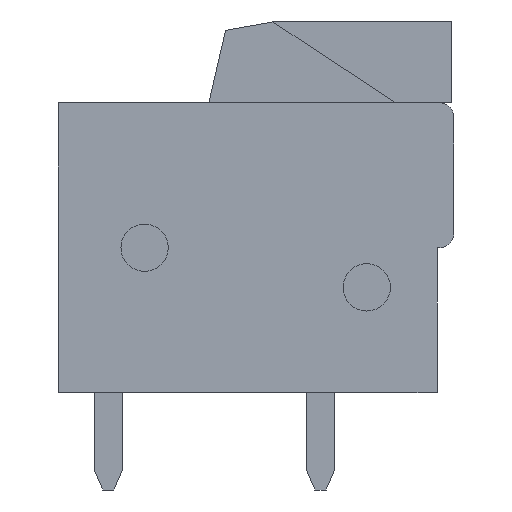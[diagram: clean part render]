
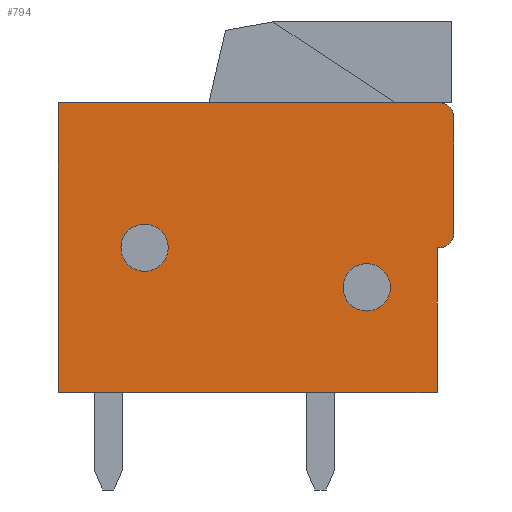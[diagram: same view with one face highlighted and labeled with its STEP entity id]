
A CAD part, left-side view. The second image highlights one B-rep face of the part: STEP entity #794.
In plain terms, the highlighted planar face has unit normal (-1, 0, 0).
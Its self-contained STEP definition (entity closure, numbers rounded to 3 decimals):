
#794 = ADVANCED_FACE( '', ( #1476, #1477, #1478 ), #1479, .T. );
#1476 = FACE_BOUND( '', #2114, .T. );
#1477 = FACE_OUTER_BOUND( '', #2115, .T. );
#1478 = FACE_BOUND( '', #2116, .T. );
#1479 = PLANE( '', #2117 );
#2114 = EDGE_LOOP( '', ( #3708 ) );
#2115 = EDGE_LOOP( '', ( #3709, #3710, #3711, #3712, #3713, #3714, #3715, #3716 ) );
#2116 = EDGE_LOOP( '', ( #3717 ) );
#2117 = AXIS2_PLACEMENT_3D( '', #3718, #3719, #3720 );
#3708 = ORIENTED_EDGE( '', *, *, #4088, .T. );
#3709 = ORIENTED_EDGE( '', *, *, #4648, .T. );
#3710 = ORIENTED_EDGE( '', *, *, #4300, .T. );
#3711 = ORIENTED_EDGE( '', *, *, #4556, .T. );
#3712 = ORIENTED_EDGE( '', *, *, #4516, .T. );
#3713 = ORIENTED_EDGE( '', *, *, #4249, .T. );
#3714 = ORIENTED_EDGE( '', *, *, #4676, .T. );
#3715 = ORIENTED_EDGE( '', *, *, #4641, .T. );
#3716 = ORIENTED_EDGE( '', *, *, #4677, .T. );
#3717 = ORIENTED_EDGE( '', *, *, #4638, .T. );
#3718 = CARTESIAN_POINT( '', ( -2.5, 0., 0. ) );
#3719 = DIRECTION( '', ( -1., 0., 0. ) );
#3720 = DIRECTION( '', ( 0., 0., 1. ) );
#4088 = EDGE_CURVE( '', #4842, #4842, #4843, .T. );
#4249 = EDGE_CURVE( '', #5113, #5114, #5115, .T. );
#4300 = EDGE_CURVE( '', #5194, #5192, #5195, .T. );
#4516 = EDGE_CURVE( '', #5524, #5113, #5525, .T. );
#4556 = EDGE_CURVE( '', #5192, #5524, #5572, .T. );
#4638 = EDGE_CURVE( '', #5668, #5668, #5669, .T. );
#4641 = EDGE_CURVE( '', #5673, #5671, #5674, .T. );
#4648 = EDGE_CURVE( '', #5681, #5194, #5682, .T. );
#4676 = EDGE_CURVE( '', #5114, #5673, #5714, .T. );
#4677 = EDGE_CURVE( '', #5671, #5681, #5715, .T. );
#4842 = VERTEX_POINT( '', #5929 );
#4843 = CIRCLE( '', #5930, 0.85 );
#5113 = VERTEX_POINT( '', #6310 );
#5114 = VERTEX_POINT( '', #6311 );
#5115 = LINE( '', #6312, #6313 );
#5192 = VERTEX_POINT( '', #6423 );
#5194 = VERTEX_POINT( '', #6426 );
#5195 = CIRCLE( '', #6427, 0.5 );
#5524 = VERTEX_POINT( '', #6896 );
#5525 = CIRCLE( '', #6897, 0.5 );
#5572 = LINE( '', #6967, #6968 );
#5668 = VERTEX_POINT( '', #7110 );
#5669 = CIRCLE( '', #7111, 0.85 );
#5671 = VERTEX_POINT( '', #7113 );
#5673 = VERTEX_POINT( '', #7116 );
#5674 = LINE( '', #7117, #7118 );
#5681 = VERTEX_POINT( '', #7129 );
#5682 = LINE( '', #7130, #7131 );
#5714 = LINE( '', #7174, #7175 );
#5715 = LINE( '', #7176, #7177 );
#5929 = CARTESIAN_POINT( '', ( -2.5, 3.15, 0. ) );
#5930 = AXIS2_PLACEMENT_3D( '', #7306, #7307, #7308 );
#6310 = CARTESIAN_POINT( '', ( -2.5, -6.6, 5.2 ) );
#6311 = CARTESIAN_POINT( '', ( -2.5, 7.1, 5.2 ) );
#6312 = CARTESIAN_POINT( '', ( -2.5, -7.1, 5.2 ) );
#6313 = VECTOR( '', #7479, 1000. );
#6423 = CARTESIAN_POINT( '', ( -2.5, -7.1, 0.5 ) );
#6426 = CARTESIAN_POINT( '', ( -2.5, -6.6, 0. ) );
#6427 = AXIS2_PLACEMENT_3D( '', #7526, #7527, #7528 );
#6896 = CARTESIAN_POINT( '', ( -2.5, -7.1, 4.7 ) );
#6897 = AXIS2_PLACEMENT_3D( '', #7756, #7757, #7758 );
#6967 = CARTESIAN_POINT( '', ( -2.5, -7.1, 0. ) );
#6968 = VECTOR( '', #7785, 1000. );
#7110 = CARTESIAN_POINT( '', ( -2.5, -4.825, -1.425 ) );
#7111 = AXIS2_PLACEMENT_3D( '', #7841, #7842, #7843 );
#7113 = CARTESIAN_POINT( '', ( -2.5, -6.5, -5.2 ) );
#7116 = CARTESIAN_POINT( '', ( -2.5, 7.1, -5.2 ) );
#7117 = CARTESIAN_POINT( '', ( -2.5, 7.1, -5.2 ) );
#7118 = VECTOR( '', #7845, 1000. );
#7129 = CARTESIAN_POINT( '', ( -2.5, -6.5, 0. ) );
#7130 = CARTESIAN_POINT( '', ( -2.5, -6.5, 0. ) );
#7131 = VECTOR( '', #7850, 1000. );
#7174 = CARTESIAN_POINT( '', ( -2.5, 7.1, 5.2 ) );
#7175 = VECTOR( '', #7868, 1000. );
#7176 = CARTESIAN_POINT( '', ( -2.5, -6.5, -5.2 ) );
#7177 = VECTOR( '', #7869, 1000. );
#7306 = CARTESIAN_POINT( '', ( -2.5, 4., 0. ) );
#7307 = DIRECTION( '', ( 1., 0., 0. ) );
#7308 = DIRECTION( '', ( 0., -1., 0. ) );
#7479 = DIRECTION( '', ( 0., 1., 0. ) );
#7526 = CARTESIAN_POINT( '', ( -2.5, -6.6, 0.5 ) );
#7527 = DIRECTION( '', ( -1., 0., 0. ) );
#7528 = DIRECTION( '', ( 0., 0., 1. ) );
#7756 = CARTESIAN_POINT( '', ( -2.5, -6.6, 4.7 ) );
#7757 = DIRECTION( '', ( -1., 0., 0. ) );
#7758 = DIRECTION( '', ( 0., 0., 1. ) );
#7785 = DIRECTION( '', ( 0., 0., 1. ) );
#7841 = CARTESIAN_POINT( '', ( -2.5, -3.975, -1.425 ) );
#7842 = DIRECTION( '', ( 1., 0., 0. ) );
#7843 = DIRECTION( '', ( 0., -1., 0. ) );
#7845 = DIRECTION( '', ( 0., -1., 0. ) );
#7850 = DIRECTION( '', ( 0., -1., 0. ) );
#7868 = DIRECTION( '', ( 0., 0., -1. ) );
#7869 = DIRECTION( '', ( 0., 0., 1. ) );
